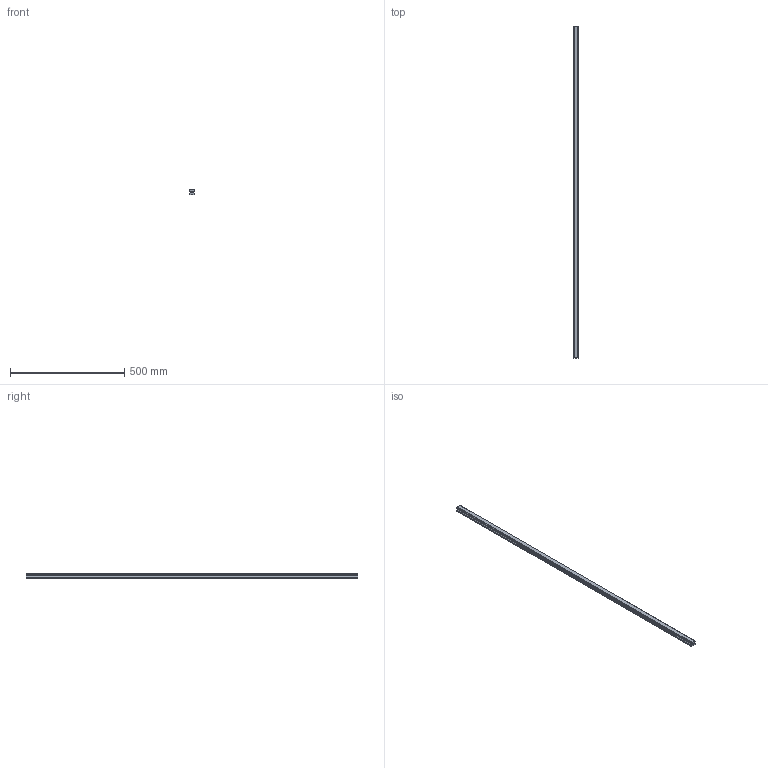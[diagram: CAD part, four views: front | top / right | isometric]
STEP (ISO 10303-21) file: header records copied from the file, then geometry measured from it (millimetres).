
FILE_DESCRIPTION(('STEP AP214'),'1');
FILE_NAME('cctmp_BCA44E29-B55C-4502-BCBD-FEB8DF5AC57B_2021_01_25_14_37_30_0586..stp','2021-01-25T13:37:30',('HIWIN GmbH'),('CADClick - www.CADClick.com'),'Spatial InterOp 3D',' ','unknown authorization');
FILE_SCHEMA(('AUTOMOTIVE_DESIGN'));
Length unit declared in the file: millimetre
Products named in the file (1): HGR25T1450C_FILE
Bounding box: 23 x 1450 x 22 mm (x, y, z)
Volume: 626960.2 mm3; surface area: 138060.1 mm2
Topology: 1 solids, 1 shells, 279 faces, 843 edges, 522 vertices
Faces by surface type: plane 161, cylinder 70, cone 48
Entity records: 11445 total; most frequent: DIRECTION 1687, CARTESIAN_POINT 1597, ORIENTED_EDGE 1590, EDGE_CURVE 795, AXIS2_PLACEMENT_3D 612, VERTEX_POINT 522, LINE 463, VECTOR 463
